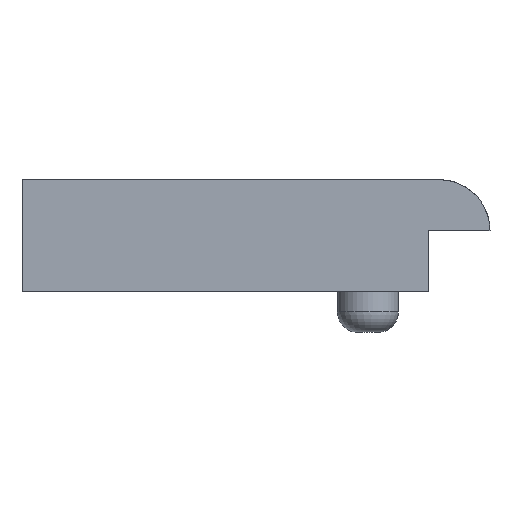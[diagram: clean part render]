
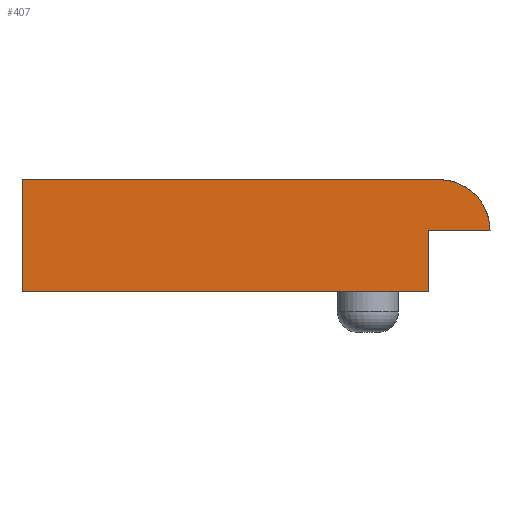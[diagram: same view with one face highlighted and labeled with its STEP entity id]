
A CAD part, front view. The second image highlights one B-rep face of the part: STEP entity #407.
In plain terms, the highlighted planar face has unit normal (0, -1, 0).
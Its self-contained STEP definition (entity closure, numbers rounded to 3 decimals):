
#6 = VECTOR ( 'NONE', #498, 1000. ) ;
#9 = ORIENTED_EDGE ( 'NONE', *, *, #716, .F. ) ;
#24 = DIRECTION ( 'NONE',  ( 0., 1., 0. ) ) ;
#53 = CARTESIAN_POINT ( 'NONE',  ( -14.899, -21.616, 3. ) ) ;
#75 = DIRECTION ( 'NONE',  ( 1., 0., 0. ) ) ;
#78 = EDGE_CURVE ( 'NONE', #901, #464, #311, .T. ) ;
#122 = CARTESIAN_POINT ( 'NONE',  ( 5.101, -21.616, 3. ) ) ;
#136 = VECTOR ( 'NONE', #1160, 1000. ) ;
#173 = LINE ( 'NONE', #741, #645 ) ;
#201 = EDGE_CURVE ( 'NONE', #901, #1026, #173, .T. ) ;
#206 = VERTEX_POINT ( 'NONE', #631 ) ;
#215 = ORIENTED_EDGE ( 'NONE', *, *, #908, .T. ) ;
#284 = DIRECTION ( 'NONE',  ( 1., 0., 0. ) ) ;
#291 = CIRCLE ( 'NONE', #738, 2.5 ) ;
#300 = CARTESIAN_POINT ( 'NONE',  ( 5.101, -21.616, 3. ) ) ;
#311 = LINE ( 'NONE', #122, #882 ) ;
#316 = EDGE_LOOP ( 'NONE', ( #1105, #590, #9, #1121, #215, #389 ) ) ;
#318 = DIRECTION ( 'NONE',  ( 0., -1., 0. ) ) ;
#384 = CARTESIAN_POINT ( 'NONE',  ( -14.899, -21.616, 5.5 ) ) ;
#389 = ORIENTED_EDGE ( 'NONE', *, *, #78, .F. ) ;
#407 = ADVANCED_FACE ( 'NONE', ( #576 ), #860, .F. ) ;
#445 = EDGE_CURVE ( 'NONE', #696, #881, #618, .T. ) ;
#464 = VERTEX_POINT ( 'NONE', #909 ) ;
#498 = DIRECTION ( 'NONE',  ( 0., 0., -1. ) ) ;
#576 = FACE_OUTER_BOUND ( 'NONE', #316, .T. ) ;
#590 = ORIENTED_EDGE ( 'NONE', *, *, #919, .T. ) ;
#593 = DIRECTION ( 'NONE',  ( 0., 0., -1. ) ) ;
#618 = LINE ( 'NONE', #53, #6 ) ;
#630 = VECTOR ( 'NONE', #284, 1000. ) ;
#631 = CARTESIAN_POINT ( 'NONE',  ( 5.601, -21.616, 5.5 ) ) ;
#645 = VECTOR ( 'NONE', #75, 1000. ) ;
#677 = CARTESIAN_POINT ( 'NONE',  ( -14.899, -21.616, 0. ) ) ;
#691 = DIRECTION ( 'NONE',  ( 0., 0., 1. ) ) ;
#696 = VERTEX_POINT ( 'NONE', #1011 ) ;
#697 = CARTESIAN_POINT ( 'NONE',  ( 5.601, -21.616, 3. ) ) ;
#716 = EDGE_CURVE ( 'NONE', #696, #206, #848, .T. ) ;
#738 = AXIS2_PLACEMENT_3D ( 'NONE', #697, #318, #691 ) ;
#741 = CARTESIAN_POINT ( 'NONE',  ( -14.899, -21.616, 3. ) ) ;
#777 = CARTESIAN_POINT ( 'NONE',  ( -14.899, -21.616, 3. ) ) ;
#848 = LINE ( 'NONE', #384, #630 ) ;
#860 = PLANE ( 'NONE',  #1134 ) ;
#869 = LINE ( 'NONE', #677, #136 ) ;
#881 = VERTEX_POINT ( 'NONE', #951 ) ;
#882 = VECTOR ( 'NONE', #593, 1000. ) ;
#896 = CARTESIAN_POINT ( 'NONE',  ( 8.101, -21.616, 3. ) ) ;
#901 = VERTEX_POINT ( 'NONE', #300 ) ;
#908 = EDGE_CURVE ( 'NONE', #881, #464, #869, .T. ) ;
#909 = CARTESIAN_POINT ( 'NONE',  ( 5.101, -21.616, 0. ) ) ;
#919 = EDGE_CURVE ( 'NONE', #1026, #206, #291, .T. ) ;
#951 = CARTESIAN_POINT ( 'NONE',  ( -14.899, -21.616, 0. ) ) ;
#1011 = CARTESIAN_POINT ( 'NONE',  ( -14.899, -21.616, 5.5 ) ) ;
#1026 = VERTEX_POINT ( 'NONE', #896 ) ;
#1105 = ORIENTED_EDGE ( 'NONE', *, *, #201, .T. ) ;
#1121 = ORIENTED_EDGE ( 'NONE', *, *, #445, .T. ) ;
#1134 = AXIS2_PLACEMENT_3D ( 'NONE', #777, #24, #1150 ) ;
#1150 = DIRECTION ( 'NONE',  ( 0., 0., 1. ) ) ;
#1160 = DIRECTION ( 'NONE',  ( 1., 0., 0. ) ) ;
